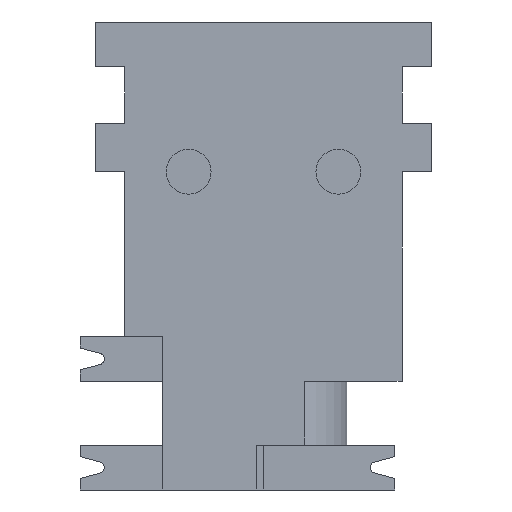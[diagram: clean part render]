
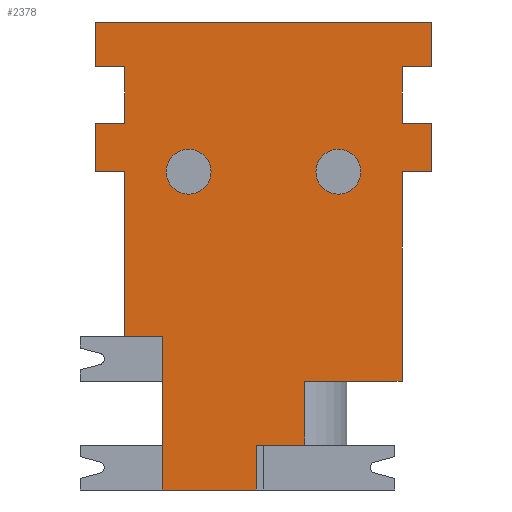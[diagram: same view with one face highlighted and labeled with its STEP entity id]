
A CAD part, front view. The second image highlights one B-rep face of the part: STEP entity #2378.
In plain terms, the highlighted planar face has unit normal (0, -1, 0).
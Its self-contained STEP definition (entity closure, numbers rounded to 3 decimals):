
#2312 = EDGE_CURVE('',#2313,#2315,#2317,.T.);
#2313 = VERTEX_POINT('',#2314);
#2314 = CARTESIAN_POINT('',(-4.5,0.,0.));
#2315 = VERTEX_POINT('',#2316);
#2316 = CARTESIAN_POINT('',(4.5,0.,0.));
#2317 = LINE('',#2318,#2319);
#2318 = CARTESIAN_POINT('',(-4.5,0.,0.));
#2319 = VECTOR('',#2320,1.);
#2320 = DIRECTION('',(1.,0.,0.));
#2378 = ADVANCED_FACE('',(#2379,#2548,#2568),#2588,.T.);
#2379 = FACE_BOUND('',#2380,.T.);
#2380 = EDGE_LOOP('',(#2381,#2391,#2399,#2407,#2415,#2423,#2431,#2439,
    #2447,#2455,#2463,#2469,#2470,#2478,#2486,#2494,#2502,#2510,#2518,
    #2526,#2534,#2542));
#2381 = ORIENTED_EDGE('',*,*,#2382,.F.);
#2382 = EDGE_CURVE('',#2383,#2385,#2387,.T.);
#2383 = VERTEX_POINT('',#2384);
#2384 = CARTESIAN_POINT('',(-0.2,0.,-11.3));
#2385 = VERTEX_POINT('',#2386);
#2386 = CARTESIAN_POINT('',(-0.2,0.,-12.5));
#2387 = LINE('',#2388,#2389);
#2388 = CARTESIAN_POINT('',(-0.2,0.,-11.3));
#2389 = VECTOR('',#2390,1.);
#2390 = DIRECTION('',(0.,0.,-1.));
#2391 = ORIENTED_EDGE('',*,*,#2392,.F.);
#2392 = EDGE_CURVE('',#2393,#2383,#2395,.T.);
#2393 = VERTEX_POINT('',#2394);
#2394 = CARTESIAN_POINT('',(1.1,0.,-11.3));
#2395 = LINE('',#2396,#2397);
#2396 = CARTESIAN_POINT('',(1.1,0.,-11.3));
#2397 = VECTOR('',#2398,1.);
#2398 = DIRECTION('',(-1.,0.,0.));
#2399 = ORIENTED_EDGE('',*,*,#2400,.F.);
#2400 = EDGE_CURVE('',#2401,#2393,#2403,.T.);
#2401 = VERTEX_POINT('',#2402);
#2402 = CARTESIAN_POINT('',(1.1,0.,-9.6));
#2403 = LINE('',#2404,#2405);
#2404 = CARTESIAN_POINT('',(1.1,0.,-9.6));
#2405 = VECTOR('',#2406,1.);
#2406 = DIRECTION('',(0.,0.,-1.));
#2407 = ORIENTED_EDGE('',*,*,#2408,.F.);
#2408 = EDGE_CURVE('',#2409,#2401,#2411,.T.);
#2409 = VERTEX_POINT('',#2410);
#2410 = CARTESIAN_POINT('',(3.7,0.,-9.6));
#2411 = LINE('',#2412,#2413);
#2412 = CARTESIAN_POINT('',(1.1,0.,-9.6));
#2413 = VECTOR('',#2414,1.);
#2414 = DIRECTION('',(-1.,-0.,-0.));
#2415 = ORIENTED_EDGE('',*,*,#2416,.F.);
#2416 = EDGE_CURVE('',#2417,#2409,#2419,.T.);
#2417 = VERTEX_POINT('',#2418);
#2418 = CARTESIAN_POINT('',(3.7,0.,-4.));
#2419 = LINE('',#2420,#2421);
#2420 = CARTESIAN_POINT('',(3.7,0.,-4.));
#2421 = VECTOR('',#2422,1.);
#2422 = DIRECTION('',(0.,0.,-1.));
#2423 = ORIENTED_EDGE('',*,*,#2424,.F.);
#2424 = EDGE_CURVE('',#2425,#2417,#2427,.T.);
#2425 = VERTEX_POINT('',#2426);
#2426 = CARTESIAN_POINT('',(4.5,0.,-4.));
#2427 = LINE('',#2428,#2429);
#2428 = CARTESIAN_POINT('',(4.5,0.,-4.));
#2429 = VECTOR('',#2430,1.);
#2430 = DIRECTION('',(-1.,0.,0.));
#2431 = ORIENTED_EDGE('',*,*,#2432,.T.);
#2432 = EDGE_CURVE('',#2425,#2433,#2435,.T.);
#2433 = VERTEX_POINT('',#2434);
#2434 = CARTESIAN_POINT('',(4.5,0.,-2.7));
#2435 = LINE('',#2436,#2437);
#2436 = CARTESIAN_POINT('',(4.5,0.,-12.5));
#2437 = VECTOR('',#2438,1.);
#2438 = DIRECTION('',(0.,0.,1.));
#2439 = ORIENTED_EDGE('',*,*,#2440,.F.);
#2440 = EDGE_CURVE('',#2441,#2433,#2443,.T.);
#2441 = VERTEX_POINT('',#2442);
#2442 = CARTESIAN_POINT('',(3.7,0.,-2.7));
#2443 = LINE('',#2444,#2445);
#2444 = CARTESIAN_POINT('',(3.7,0.,-2.7));
#2445 = VECTOR('',#2446,1.);
#2446 = DIRECTION('',(1.,0.,0.));
#2447 = ORIENTED_EDGE('',*,*,#2448,.F.);
#2448 = EDGE_CURVE('',#2449,#2441,#2451,.T.);
#2449 = VERTEX_POINT('',#2450);
#2450 = CARTESIAN_POINT('',(3.7,0.,-1.2));
#2451 = LINE('',#2452,#2453);
#2452 = CARTESIAN_POINT('',(3.7,0.,-1.2));
#2453 = VECTOR('',#2454,1.);
#2454 = DIRECTION('',(0.,0.,-1.));
#2455 = ORIENTED_EDGE('',*,*,#2456,.F.);
#2456 = EDGE_CURVE('',#2457,#2449,#2459,.T.);
#2457 = VERTEX_POINT('',#2458);
#2458 = CARTESIAN_POINT('',(4.5,0.,-1.2));
#2459 = LINE('',#2460,#2461);
#2460 = CARTESIAN_POINT('',(4.5,0.,-1.2));
#2461 = VECTOR('',#2462,1.);
#2462 = DIRECTION('',(-1.,0.,0.));
#2463 = ORIENTED_EDGE('',*,*,#2464,.T.);
#2464 = EDGE_CURVE('',#2457,#2315,#2465,.T.);
#2465 = LINE('',#2466,#2467);
#2466 = CARTESIAN_POINT('',(4.5,0.,-12.5));
#2467 = VECTOR('',#2468,1.);
#2468 = DIRECTION('',(0.,0.,1.));
#2469 = ORIENTED_EDGE('',*,*,#2312,.F.);
#2470 = ORIENTED_EDGE('',*,*,#2471,.F.);
#2471 = EDGE_CURVE('',#2472,#2313,#2474,.T.);
#2472 = VERTEX_POINT('',#2473);
#2473 = CARTESIAN_POINT('',(-4.5,0.,-1.2));
#2474 = LINE('',#2475,#2476);
#2475 = CARTESIAN_POINT('',(-4.5,0.,-12.5));
#2476 = VECTOR('',#2477,1.);
#2477 = DIRECTION('',(0.,0.,1.));
#2478 = ORIENTED_EDGE('',*,*,#2479,.F.);
#2479 = EDGE_CURVE('',#2480,#2472,#2482,.T.);
#2480 = VERTEX_POINT('',#2481);
#2481 = CARTESIAN_POINT('',(-3.7,0.,-1.2));
#2482 = LINE('',#2483,#2484);
#2483 = CARTESIAN_POINT('',(-4.5,0.,-1.2));
#2484 = VECTOR('',#2485,1.);
#2485 = DIRECTION('',(-1.,0.,0.));
#2486 = ORIENTED_EDGE('',*,*,#2487,.F.);
#2487 = EDGE_CURVE('',#2488,#2480,#2490,.T.);
#2488 = VERTEX_POINT('',#2489);
#2489 = CARTESIAN_POINT('',(-3.7,0.,-2.7));
#2490 = LINE('',#2491,#2492);
#2491 = CARTESIAN_POINT('',(-3.7,0.,-1.2));
#2492 = VECTOR('',#2493,1.);
#2493 = DIRECTION('',(0.,0.,1.));
#2494 = ORIENTED_EDGE('',*,*,#2495,.F.);
#2495 = EDGE_CURVE('',#2496,#2488,#2498,.T.);
#2496 = VERTEX_POINT('',#2497);
#2497 = CARTESIAN_POINT('',(-4.5,0.,-2.7));
#2498 = LINE('',#2499,#2500);
#2499 = CARTESIAN_POINT('',(-3.7,0.,-2.7));
#2500 = VECTOR('',#2501,1.);
#2501 = DIRECTION('',(1.,0.,0.));
#2502 = ORIENTED_EDGE('',*,*,#2503,.F.);
#2503 = EDGE_CURVE('',#2504,#2496,#2506,.T.);
#2504 = VERTEX_POINT('',#2505);
#2505 = CARTESIAN_POINT('',(-4.5,0.,-4.));
#2506 = LINE('',#2507,#2508);
#2507 = CARTESIAN_POINT('',(-4.5,0.,-12.5));
#2508 = VECTOR('',#2509,1.);
#2509 = DIRECTION('',(0.,0.,1.));
#2510 = ORIENTED_EDGE('',*,*,#2511,.F.);
#2511 = EDGE_CURVE('',#2512,#2504,#2514,.T.);
#2512 = VERTEX_POINT('',#2513);
#2513 = CARTESIAN_POINT('',(-3.7,0.,-4.));
#2514 = LINE('',#2515,#2516);
#2515 = CARTESIAN_POINT('',(-4.5,0.,-4.));
#2516 = VECTOR('',#2517,1.);
#2517 = DIRECTION('',(-1.,-0.,-0.));
#2518 = ORIENTED_EDGE('',*,*,#2519,.F.);
#2519 = EDGE_CURVE('',#2520,#2512,#2522,.T.);
#2520 = VERTEX_POINT('',#2521);
#2521 = CARTESIAN_POINT('',(-3.7,0.,-8.4));
#2522 = LINE('',#2523,#2524);
#2523 = CARTESIAN_POINT('',(-3.7,0.,-4.));
#2524 = VECTOR('',#2525,1.);
#2525 = DIRECTION('',(0.,0.,1.));
#2526 = ORIENTED_EDGE('',*,*,#2527,.F.);
#2527 = EDGE_CURVE('',#2528,#2520,#2530,.T.);
#2528 = VERTEX_POINT('',#2529);
#2529 = CARTESIAN_POINT('',(-2.7,0.,-8.4));
#2530 = LINE('',#2531,#2532);
#2531 = CARTESIAN_POINT('',(-3.7,0.,-8.4));
#2532 = VECTOR('',#2533,1.);
#2533 = DIRECTION('',(-1.,-0.,-0.));
#2534 = ORIENTED_EDGE('',*,*,#2535,.F.);
#2535 = EDGE_CURVE('',#2536,#2528,#2538,.T.);
#2536 = VERTEX_POINT('',#2537);
#2537 = CARTESIAN_POINT('',(-2.7,0.,-12.5));
#2538 = LINE('',#2539,#2540);
#2539 = CARTESIAN_POINT('',(-2.7,0.,-8.4));
#2540 = VECTOR('',#2541,1.);
#2541 = DIRECTION('',(0.,0.,1.));
#2542 = ORIENTED_EDGE('',*,*,#2543,.T.);
#2543 = EDGE_CURVE('',#2536,#2385,#2544,.T.);
#2544 = LINE('',#2545,#2546);
#2545 = CARTESIAN_POINT('',(-4.5,0.,-12.5));
#2546 = VECTOR('',#2547,1.);
#2547 = DIRECTION('',(1.,0.,0.));
#2548 = FACE_BOUND('',#2549,.T.);
#2549 = EDGE_LOOP('',(#2550,#2561));
#2550 = ORIENTED_EDGE('',*,*,#2551,.F.);
#2551 = EDGE_CURVE('',#2552,#2554,#2556,.T.);
#2552 = VERTEX_POINT('',#2553);
#2553 = CARTESIAN_POINT('',(2.,0.,-3.4));
#2554 = VERTEX_POINT('',#2555);
#2555 = CARTESIAN_POINT('',(2.,0.,-4.6));
#2556 = CIRCLE('',#2557,0.6);
#2557 = AXIS2_PLACEMENT_3D('',#2558,#2559,#2560);
#2558 = CARTESIAN_POINT('',(2.,0.,-4.));
#2559 = DIRECTION('',(0.,-1.,0.));
#2560 = DIRECTION('',(0.,0.,1.));
#2561 = ORIENTED_EDGE('',*,*,#2562,.F.);
#2562 = EDGE_CURVE('',#2554,#2552,#2563,.T.);
#2563 = CIRCLE('',#2564,0.6);
#2564 = AXIS2_PLACEMENT_3D('',#2565,#2566,#2567);
#2565 = CARTESIAN_POINT('',(2.,0.,-4.));
#2566 = DIRECTION('',(0.,-1.,0.));
#2567 = DIRECTION('',(0.,0.,1.));
#2568 = FACE_BOUND('',#2569,.T.);
#2569 = EDGE_LOOP('',(#2570,#2581));
#2570 = ORIENTED_EDGE('',*,*,#2571,.F.);
#2571 = EDGE_CURVE('',#2572,#2574,#2576,.T.);
#2572 = VERTEX_POINT('',#2573);
#2573 = CARTESIAN_POINT('',(-2.,0.,-3.4));
#2574 = VERTEX_POINT('',#2575);
#2575 = CARTESIAN_POINT('',(-2.,0.,-4.6));
#2576 = CIRCLE('',#2577,0.6);
#2577 = AXIS2_PLACEMENT_3D('',#2578,#2579,#2580);
#2578 = CARTESIAN_POINT('',(-2.,0.,-4.));
#2579 = DIRECTION('',(0.,-1.,0.));
#2580 = DIRECTION('',(0.,0.,-1.));
#2581 = ORIENTED_EDGE('',*,*,#2582,.F.);
#2582 = EDGE_CURVE('',#2574,#2572,#2583,.T.);
#2583 = CIRCLE('',#2584,0.6);
#2584 = AXIS2_PLACEMENT_3D('',#2585,#2586,#2587);
#2585 = CARTESIAN_POINT('',(-2.,0.,-4.));
#2586 = DIRECTION('',(0.,-1.,0.));
#2587 = DIRECTION('',(0.,0.,-1.));
#2588 = PLANE('',#2589);
#2589 = AXIS2_PLACEMENT_3D('',#2590,#2591,#2592);
#2590 = CARTESIAN_POINT('',(-4.5,0.,-12.5));
#2591 = DIRECTION('',(0.,-1.,0.));
#2592 = DIRECTION('',(0.,0.,-1.));
